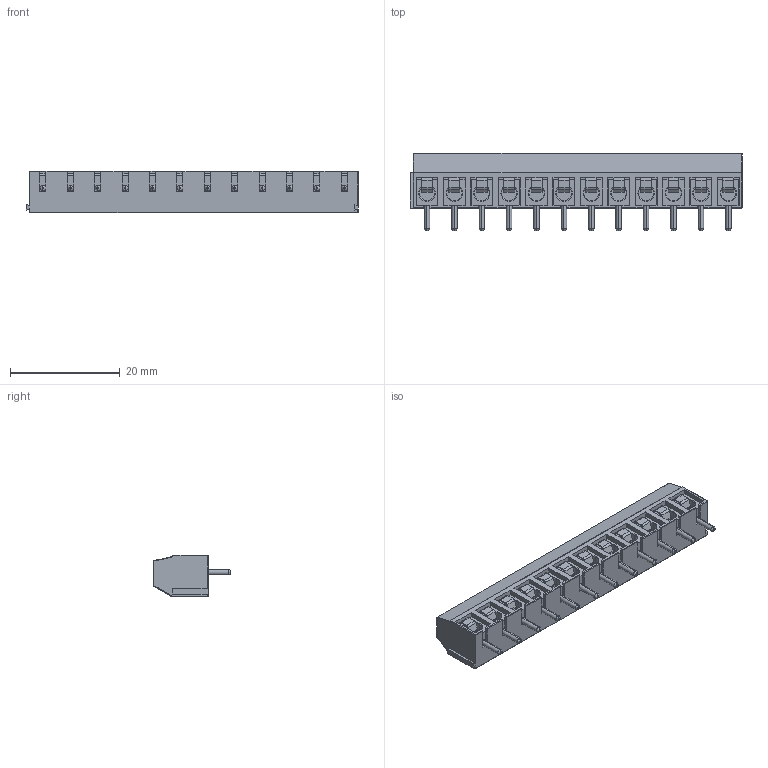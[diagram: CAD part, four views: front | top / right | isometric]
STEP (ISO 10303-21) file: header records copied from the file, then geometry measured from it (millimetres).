
FILE_DESCRIPTION((''),'2;1');
FILE_NAME('TB5P-12P_P5_L60_W7-6_H10','2019-11-24T',('Dragos'),(''),'PRO/ENGINEER BY PARAMETRIC TECHNOLOGY CORPORATION, 2004440','PRO/ENGINEER BY PARAMETRIC TECHNOLOGY CORPORATION, 2004440','');
FILE_SCHEMA(('AUTOMOTIVE_DESIGN { 1 0 10303 214 1 1 1 1 }'));
Length unit declared in the file: millimetre
Products named in the file (1): TB5P-12P_P5_L60_W7-6_H10
Bounding box: 60.6 x 14.1 x 7.6 mm (x, y, z)
Volume: 3318.2 mm3; surface area: 6097.1 mm2
Topology: 1 solids, 1 shells, 1054 faces, 2653 edges, 1732 vertices
Faces by surface type: plane 480, cylinder 370, torus 120, bspline 72, sphere 12
Entity records: 49241 total; most frequent: CARTESIAN_POINT 12213, DIRECTION 5321, ORIENTED_EDGE 5186, PRESENTATION_STYLE_ASSIGNMENT 2964, STYLED_ITEM 2655, CURVE_STYLE 2654, EDGE_CURVE 2593, AXIS2_PLACEMENT_3D 1883
